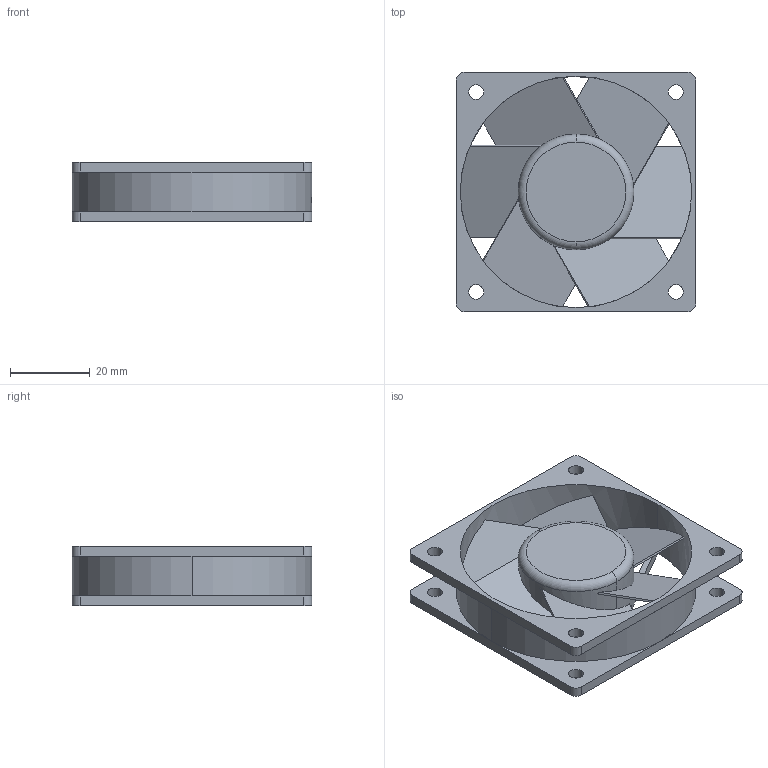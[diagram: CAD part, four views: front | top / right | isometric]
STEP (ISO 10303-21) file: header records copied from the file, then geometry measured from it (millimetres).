
FILE_DESCRIPTION((''),'2;1');
FILE_NAME('612F','2014-04-09T',('ASpencer'),(''),'PRO/ENGINEER BY PARAMETRIC TECHNOLOGY CORPORATION, 2012480','PRO/ENGINEER BY PARAMETRIC TECHNOLOGY CORPORATION, 2012480','');
FILE_SCHEMA(('CONFIG_CONTROL_DESIGN'));
Length unit declared in the file: millimetre
Products named in the file (1): 612F
Bounding box: 60 x 60 x 15 mm (x, y, z)
Volume: 17625 mm3; surface area: 16898.4 mm2
Topology: 1 solids, 1 shells, 93 faces, 278 edges, 179 vertices
Faces by surface type: plane 61, cylinder 30, torus 2
Entity records: 3345 total; most frequent: CARTESIAN_POINT 790, ORIENTED_EDGE 556, DIRECTION 485, EDGE_CURVE 278, VERTEX_POINT 179, AXIS2_PLACEMENT_3D 176, VECTOR 133, LINE 133
